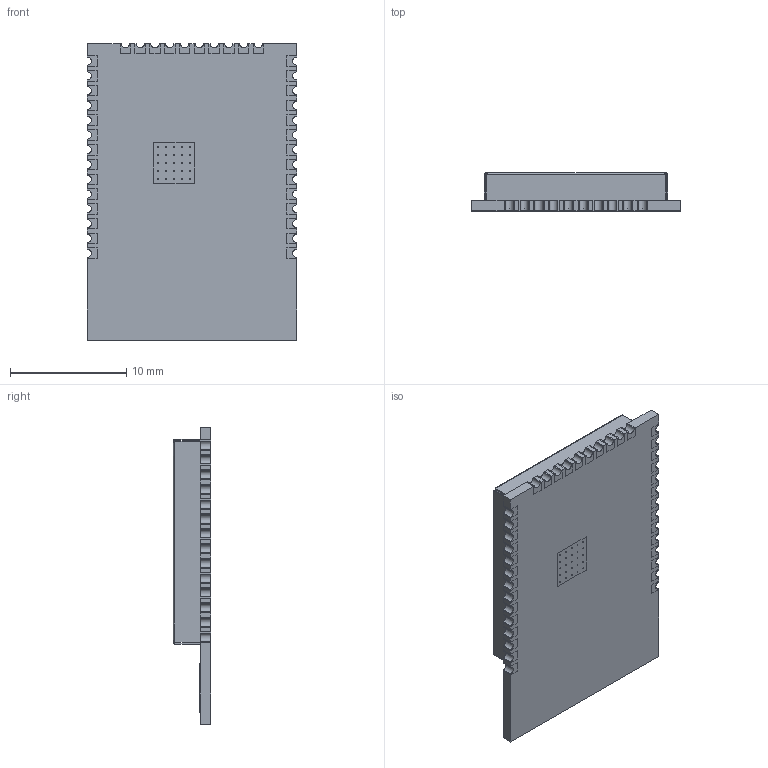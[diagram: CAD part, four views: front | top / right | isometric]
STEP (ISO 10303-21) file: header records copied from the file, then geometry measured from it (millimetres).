
FILE_DESCRIPTION(/* description */ (''),/* implementation_level */ '2;1');
FILE_NAME(/* name */ 'ESP32-WROOM-32D_ipt_5fc3c162.STEP',/* time_stamp */ '2024-05-28T14:29:24+01:00',/* author */ ('rlndo'),/* organization */ (''),/* preprocessor_version */ 'ST-DEVELOPER v16.13',/* originating_system */ 'Autodesk Inventor 2018',/* authorisation */ '');
FILE_SCHEMA (('AUTOMOTIVE_DESIGN { 1 0 10303 214 3 1 1 }'));
Length unit declared in the file: millimetre
Products named in the file (1): ESP32-WROOM-32D
Bounding box: 18 x 3.25 x 25.5 mm (x, y, z)
Volume: 449.1 mm3; surface area: 2050.4 mm2
Topology: 41 solids, 41 shells, 738 faces, 1938 edges, 1284 vertices
Faces by surface type: plane 618, cylinder 108, bspline 12
Full cylindrical faces by diameter (mm): 0.1 x25, 0.4 x1
Entity records: 22760 total; most frequent: CARTESIAN_POINT 4379, ORIENTED_EDGE 3824, DIRECTION 3530, EDGE_CURVE 1912, LINE 1716, VECTOR 1716, VERTEX_POINT 1284, AXIS2_PLACEMENT_3D 907
